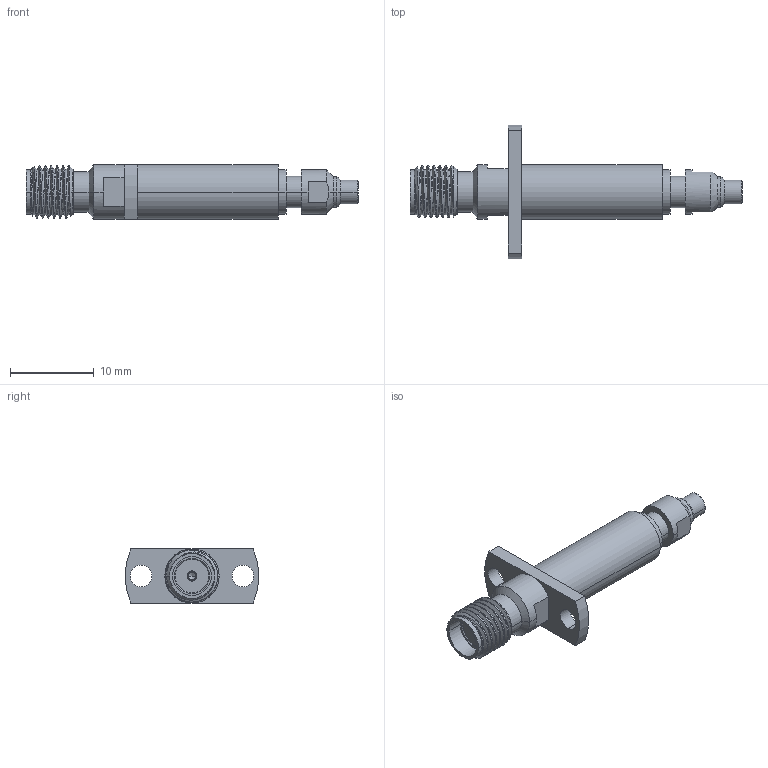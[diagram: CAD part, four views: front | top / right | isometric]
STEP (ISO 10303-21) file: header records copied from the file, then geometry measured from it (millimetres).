
FILE_DESCRIPTION((''),'2;1');
FILE_NAME('SMP-MSPR-FL-1_SW0004','2021-06-24T13:06:47',('Dinesh Kumar'),(''),'CREO PARAMETRIC BY PTC INC, 2019444','CREO PARAMETRIC BY PTC INC, 2019444','');
FILE_SCHEMA(('CONFIG_CONTROL_DESIGN'));
Length unit declared in the file: millimetre
Products named in the file (1): SMP-MSPR-FL-1_SW0004
Bounding box: 39.75 x 15.94 x 6.5 mm (x, y, z)
Volume: 1117.6 mm3; surface area: 1098.3 mm2
Topology: 1 solids, 1 shells, 121 faces, 305 edges, 192 vertices
Faces by surface type: cylinder 53, plane 37, cone 22, bspline 9
Entity records: 6209 total; most frequent: CARTESIAN_POINT 3327, ORIENTED_EDGE 602, DIRECTION 575, EDGE_CURVE 301, AXIS2_PLACEMENT_3D 222, VERTEX_POINT 192, EDGE_LOOP 135, VECTOR 131
